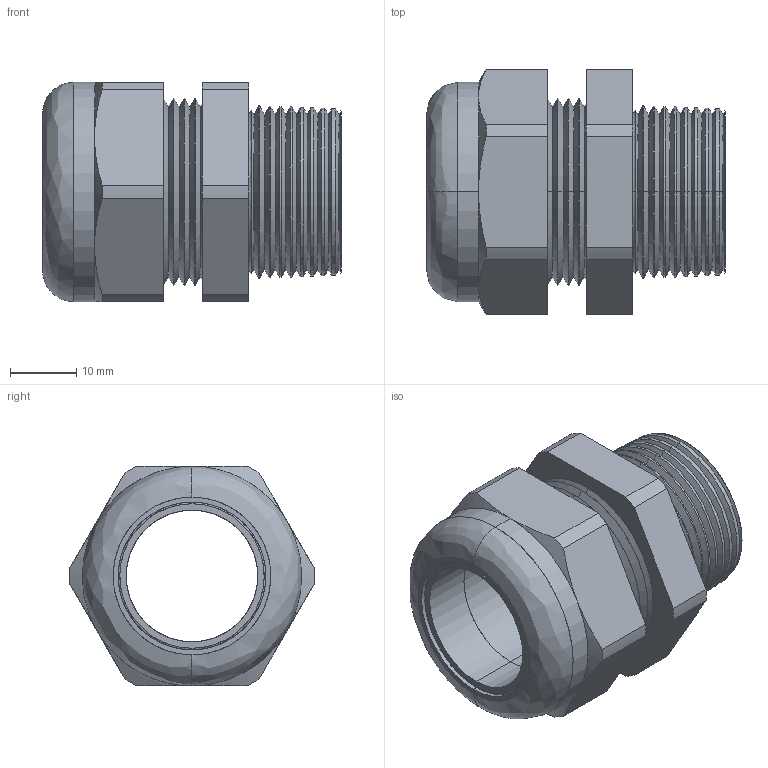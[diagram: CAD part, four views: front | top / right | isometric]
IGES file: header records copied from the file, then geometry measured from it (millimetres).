
Start section: SolidWorks IGES file using analytic representation for surfaces
Global section: file name: CD21NA-BK.IGS; native system: SolidWorks 2007; preprocessor: SolidWorks 2007; author: Administrator; date: 080616.122822; units: inch
Bounding box: 44.96 x 36.98 x 33.02 mm (x, y, z)
Surface area: 11473.3 mm2 (no closed solid volume)
Topology: 0 solids, 0 shells, 136 faces, 1110 edges, 1110 vertices
Faces by surface type: revolution 108, bspline 28
